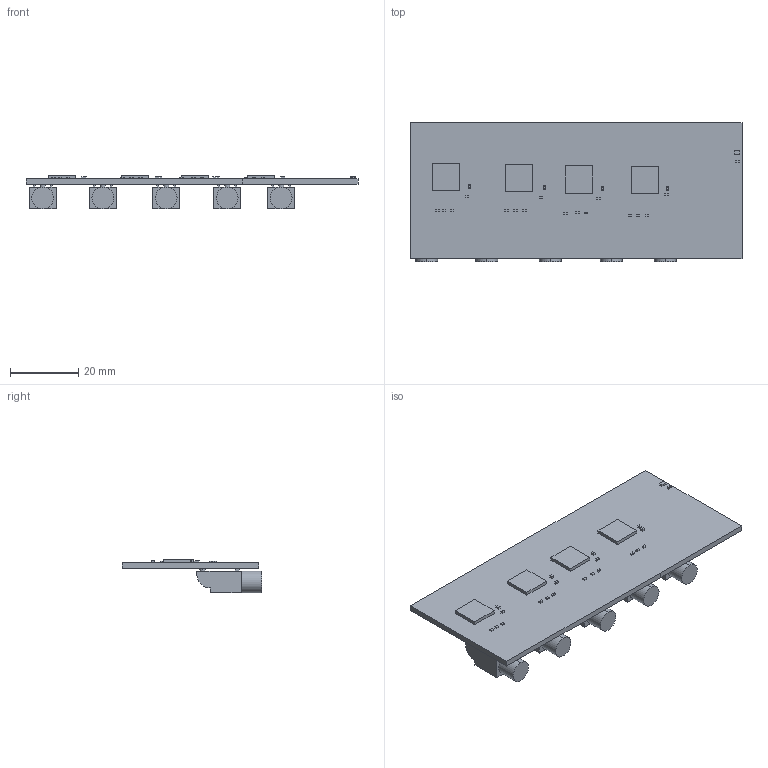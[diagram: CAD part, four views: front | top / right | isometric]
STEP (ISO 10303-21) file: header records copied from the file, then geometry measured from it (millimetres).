
FILE_DESCRIPTION(('Open CASCADE Model'),'2;1');
FILE_NAME('Open CASCADE Shape Model','2017-11-21T12:43:48',('Author'),( 'Open CASCADE'),'Open CASCADE STEP processor 6.5','Open CASCADE 6.5' ,'Unknown');
FILE_SCHEMA(('AUTOMOTIVE_DESIGN { 1 0 10303 214 1 1 1 1 }'));
Length unit declared in the file: millimetre
Products named in the file (50): PCB; Board; C1; 1423442624; Extruded; 1423442496; C2; 1423442112; 1423441984; C3; C4; C5; C6; C7; C8; D1; 1423442240; J9; Jack_PCB; J10; J11; J12; J13; R1; 1423442752; 1423443008; R2; R3; R5; R6; R7; R8; R9; R10; R11; R12; R13; U1; 1423397440; U2 ...
Assembly tree (113 placements, depth 4):
  PCB
    Board
    C1
      1423442624
        Extruded
      1423442496  x2
        Extruded
    C2
      1423442112  x2
        Extruded
      1423441984
        Extruded
    C3
      1423442624
        Extruded
      1423442496  x2
        Extruded
    C4
      1423442112  x2
        Extruded
      1423441984
        Extruded
    C5
      1423442624
        Extruded
      1423442496  x2
        Extruded
    C6
      1423442112  x2
        Extruded
      1423441984
        Extruded
    C7
      1423442624
        Extruded
      1423442496  x2
        Extruded
    C8
      1423442112  x2
        Extruded
      1423441984
        Extruded
    D1
      1423442240
        Extruded
    J9
      Jack_PCB
    J10
      Jack_PCB
    J11
      Jack_PCB
    J12
      Jack_PCB
    J13
      Jack_PCB
    R1
      1423442752
        Extruded
      1423443008  x2
        Extruded
Bounding box: 97.56 x 40.97 x 9.87 mm (x, y, z)
Volume: 10797.5 mm3; surface area: 11891.1 mm2
Topology: 74 solids, 74 shells, 541 faces, 1114 edges, 736 vertices
Faces by surface type: plane 516, cylinder 25
Entity records: 5843 total; most frequent: CARTESIAN_POINT 896, DIRECTION 884, LINE 470, VECTOR 470, ORIENTED_EDGE 340, PCURVE 340, DEFINITIONAL_REPRESENTATION 340, AXIS2_PLACEMENT_3D 205
